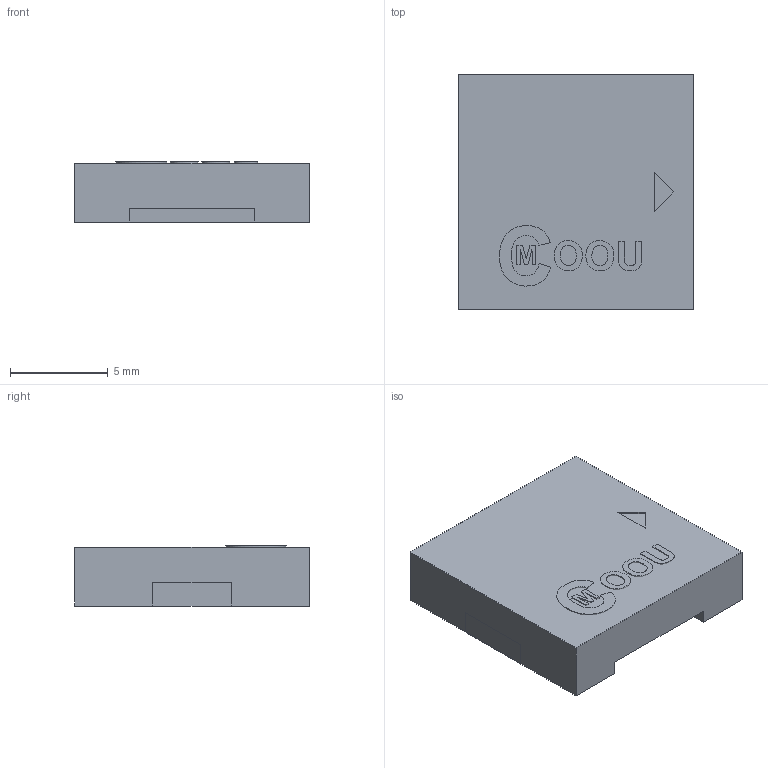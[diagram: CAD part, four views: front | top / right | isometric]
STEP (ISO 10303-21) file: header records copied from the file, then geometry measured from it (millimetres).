
FILE_DESCRIPTION (( 'STEP AP214' ), '1' );
FILE_NAME ('User Library-PKLCS1212_murata.STEP', '2015-06-24T06:44:43', ( 'Windows User' ), ( '' ), 'SwSTEP 2.0', 'SolidWorks 2015', '' );
FILE_SCHEMA (( 'AUTOMOTIVE_DESIGN' ));
Length unit declared in the file: millimetre
Products named in the file (1): User Library-PKLCS1212_murata
Bounding box: 12 x 12 x 3.07 mm (x, y, z)
Volume: 442.5 mm3; surface area: 538.7 mm2
Topology: 9 solids, 9 shells, 82 faces, 186 edges, 124 vertices
Faces by surface type: plane 63, bspline 19
Entity records: 3705 total; most frequent: CARTESIAN_POINT 979, ORIENTED_EDGE 372, DIRECTION 269, EDGE_CURVE 186, VECTOR 141, LINE 141, VERTEX_POINT 124, UNCERTAINTY_MEASURE_WITH_UNIT 93
